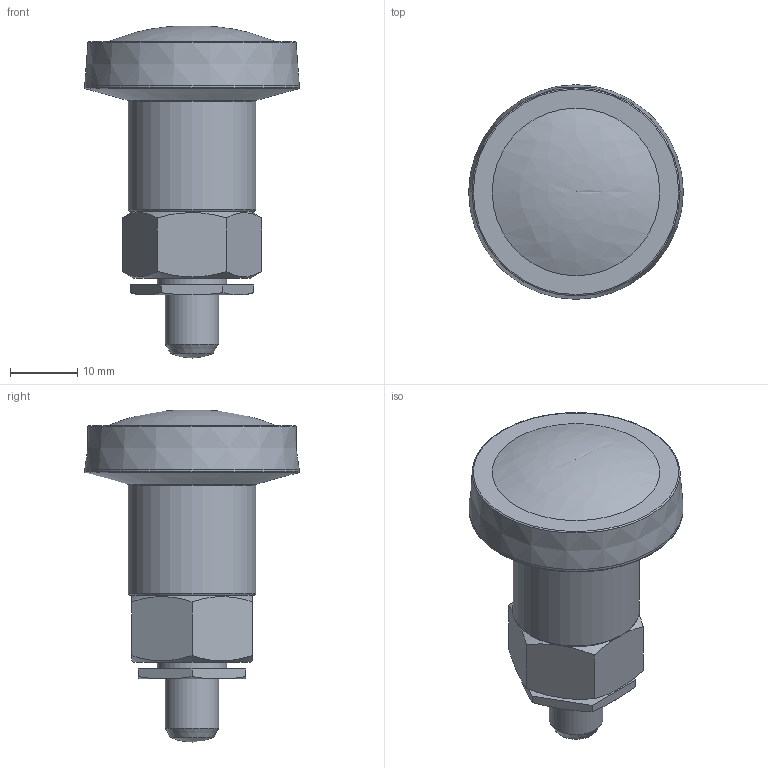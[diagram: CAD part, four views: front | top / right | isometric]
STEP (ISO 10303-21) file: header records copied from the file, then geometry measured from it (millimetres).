
FILE_DESCRIPTION( ( 'Unknown' ), '1' );
FILE_NAME( '6394620_PPD_8x12.stp', 'Unknown', ( 'Unknown' ), ( 'Unknown' ), 'PSStep 14.0', 'Unknown', ' ' );
FILE_SCHEMA( ( 'AUTOMOTIVE_DESIGN { 1 0 10303 214 1 1 1 1 }' ) );
Length unit declared in the file: millimetre
Products named in the file (1): 8900456
Bounding box: 32 x 32 x 49.51 mm (x, y, z)
Volume: 14431.5 mm3; surface area: 7288.5 mm2
Topology: 1 solids, 9 shells, 91 faces, 208 edges, 136 vertices
Faces by surface type: plane 39, cone 29, cylinder 17, torus 4, sphere 1, bspline 1
Full cylindrical faces by diameter (mm): 4.8 x6, 5 x2, 8 x2, 8.1 x1, 10.376 x1, 10.4 x1, 11.65 x1, 12 x1, 19 x1, 32 x1
Entity records: 3043 total; most frequent: CARTESIAN_POINT 566, DIRECTION 364, ORIENTED_EDGE 280, AXIS2_PLACEMENT_3D 165, EDGE_LOOP 148, EDGE_CURVE 140, FACE_OUTER_BOUND 112, VERTEX_POINT 111
